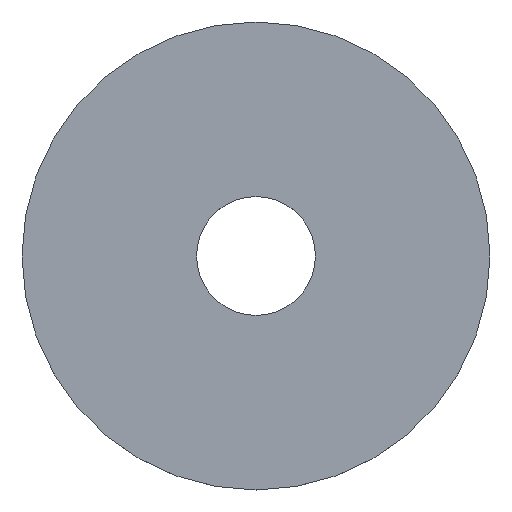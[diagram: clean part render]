
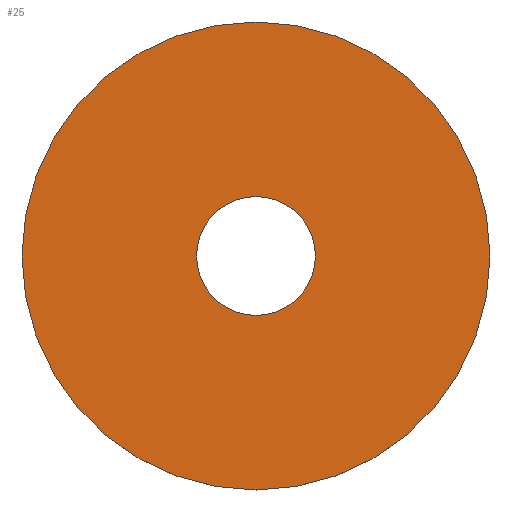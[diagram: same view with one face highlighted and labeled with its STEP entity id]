
A CAD part, top view. The second image highlights one B-rep face of the part: STEP entity #25.
In plain terms, the highlighted planar face has unit normal (0, 0, 1).
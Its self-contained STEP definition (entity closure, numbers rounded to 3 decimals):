
#14 = CIRCLE ( 'NONE', #91, 31.5 ) ;
#18 = ORIENTED_EDGE ( 'NONE', *, *, #149, .T. ) ;
#20 = DIRECTION ( 'NONE',  ( 0., -1., 0. ) ) ;
#21 = ORIENTED_EDGE ( 'NONE', *, *, #57, .F. ) ;
#22 = AXIS2_PLACEMENT_3D ( 'NONE', #27, #112, #93 ) ;
#24 = VERTEX_POINT ( 'NONE', #26 ) ;
#25 = ADVANCED_FACE ( 'NONE', ( #117, #165 ), #105, .T. ) ;
#26 = CARTESIAN_POINT ( 'NONE',  ( 0., 8., 1.4 ) ) ;
#27 = CARTESIAN_POINT ( 'NONE',  ( 0., 0., 1.4 ) ) ;
#51 = CIRCLE ( 'NONE', #22, 8. ) ;
#57 = EDGE_CURVE ( 'NONE', #79, #79, #14, .T. ) ;
#68 = CARTESIAN_POINT ( 'NONE',  ( 0., 31.5, 1.4 ) ) ;
#75 = DIRECTION ( 'NONE',  ( 0., 1., 0. ) ) ;
#79 = VERTEX_POINT ( 'NONE', #68 ) ;
#89 = DIRECTION ( 'NONE',  ( 0., 0., -1. ) ) ;
#91 = AXIS2_PLACEMENT_3D ( 'NONE', #152, #89, #75 ) ;
#93 = DIRECTION ( 'NONE',  ( 0., 1., 0. ) ) ;
#105 = PLANE ( 'NONE',  #161 ) ;
#107 = CARTESIAN_POINT ( 'NONE',  ( 0., 8., 1.4 ) ) ;
#108 = EDGE_LOOP ( 'NONE', ( #18 ) ) ;
#112 = DIRECTION ( 'NONE',  ( 0., 0., -1. ) ) ;
#117 = FACE_BOUND ( 'NONE', #108, .T. ) ;
#149 = EDGE_CURVE ( 'NONE', #24, #24, #51, .T. ) ;
#151 = DIRECTION ( 'NONE',  ( 0., 0., 1. ) ) ;
#152 = CARTESIAN_POINT ( 'NONE',  ( 0., 0., 1.4 ) ) ;
#161 = AXIS2_PLACEMENT_3D ( 'NONE', #107, #151, #20 ) ;
#165 = FACE_OUTER_BOUND ( 'NONE', #166, .T. ) ;
#166 = EDGE_LOOP ( 'NONE', ( #21 ) ) ;
